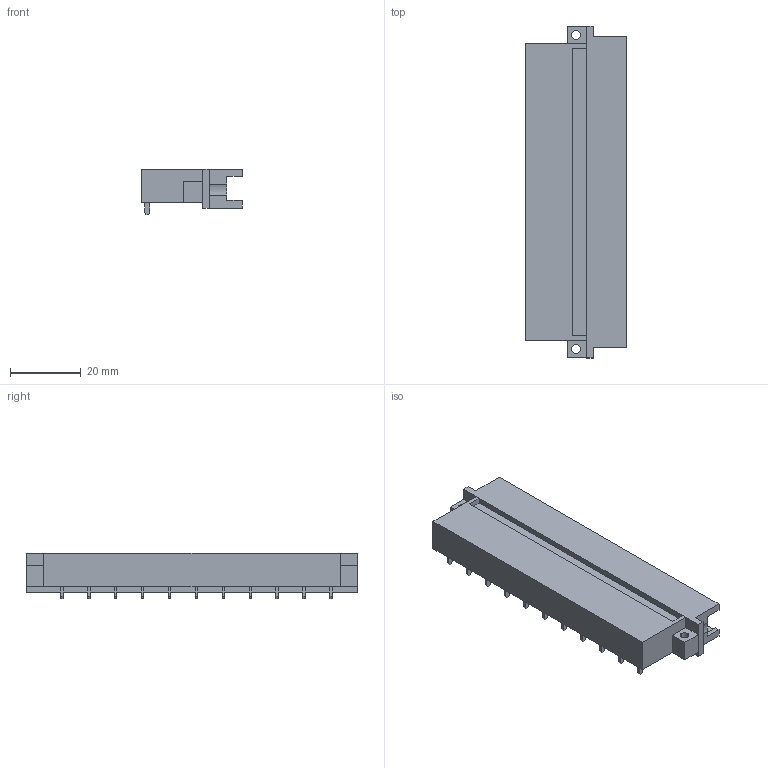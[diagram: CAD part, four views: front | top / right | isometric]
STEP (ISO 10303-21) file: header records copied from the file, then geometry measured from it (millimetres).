
FILE_DESCRIPTION((''),'2;1');
FILE_NAME('EPT_113-40010.stp','2011-09-14T16:46:55',(''),(''),'Mechanical Desktop 2011','Mechanical Desktop 2011',', , ');
FILE_SCHEMA(('AUTOMOTIVE_DESIGN { 1 2 10303 214 1 1 1 1 }'));
Length unit declared in the file: millimetre
Products named in the file (1): Product
Bounding box: 28.6 x 94 x 13 mm (x, y, z)
Volume: 17203.2 mm3; surface area: 12738.5 mm2
Topology: 26 solids, 26 shells, 236 faces, 548 edges, 364 vertices
Faces by surface type: plane 230, cylinder 6
Entity records: 6607 total; most frequent: CARTESIAN_POINT 1149, ORIENTED_EDGE 1096, DIRECTION 1034, EDGE_CURVE 548, VECTOR 536, LINE 536, VERTEX_POINT 364, AXIS2_PLACEMENT_3D 249
